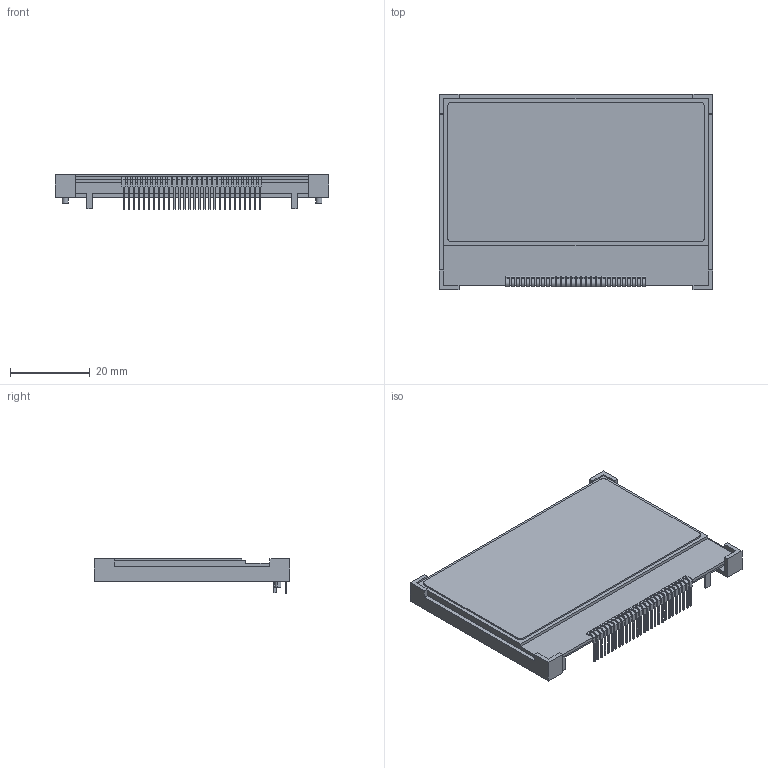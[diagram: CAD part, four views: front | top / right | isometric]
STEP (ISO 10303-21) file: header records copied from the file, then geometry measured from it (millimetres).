
FILE_DESCRIPTION (( 'STEP AP214' ), '1' );
FILE_NAME ('User Library-64128L.STEP', '2020-08-21T21:41:01', ( '' ), ( '' ), 'SwSTEP 2.0', 'SolidWorks 2020', '' );
FILE_SCHEMA (( 'AUTOMOTIVE_DESIGN' ));
Length unit declared in the file: millimetre
Products named in the file (1): User Library-64128L
Bounding box: 68.8 x 49.2 x 8.7 mm (x, y, z)
Volume: 17179.1 mm3; surface area: 21494.3 mm2
Topology: 31 solids, 31 shells, 737 faces, 2016 edges, 1344 vertices
Faces by surface type: cylinder 372, plane 365
Entity records: 23878 total; most frequent: DIRECTION 4236, CARTESIAN_POINT 4098, ORIENTED_EDGE 4032, EDGE_CURVE 2016, AXIS2_PLACEMENT_3D 1482, VERTEX_POINT 1344, VECTOR 1272, LINE 1272
